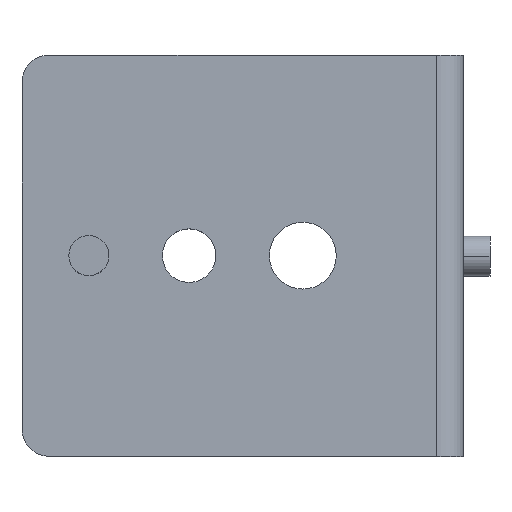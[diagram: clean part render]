
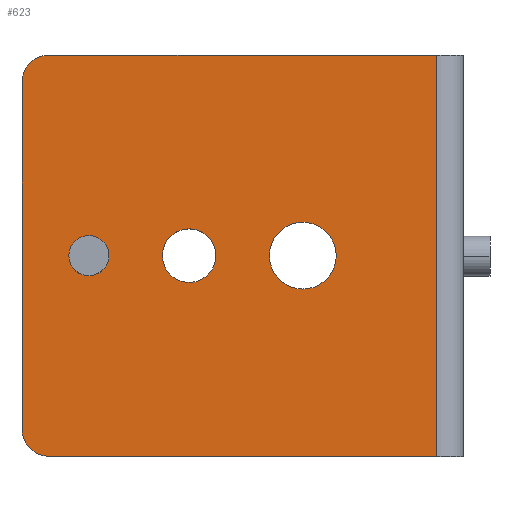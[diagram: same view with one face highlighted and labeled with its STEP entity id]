
A CAD part, top view. The second image highlights one B-rep face of the part: STEP entity #623.
In plain terms, the highlighted planar face has unit normal (0, 0, 1).
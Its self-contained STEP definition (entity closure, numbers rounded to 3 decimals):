
#9 = CARTESIAN_POINT ( 'NONE',  ( -22.5, 15., 0. ) ) ;
#25 = VERTEX_POINT ( 'NONE', #883 ) ;
#35 = ORIENTED_EDGE ( 'NONE', *, *, #107, .T. ) ;
#37 = EDGE_LOOP ( 'NONE', ( #866, #825 ) ) ;
#39 = CARTESIAN_POINT ( 'NONE',  ( -2., 30., 0. ) ) ;
#50 = EDGE_CURVE ( 'NONE', #563, #691, #815, .T. ) ;
#52 = DIRECTION ( 'NONE',  ( 0., 0., -1. ) ) ;
#84 = DIRECTION ( 'NONE',  ( 1., 0., 0. ) ) ;
#99 = CARTESIAN_POINT ( 'NONE',  ( -20.5, 15., 0. ) ) ;
#105 = CIRCLE ( 'NONE', #767, 2. ) ;
#107 = EDGE_CURVE ( 'NONE', #668, #457, #165, .T. ) ;
#116 = VERTEX_POINT ( 'NONE', #155 ) ;
#121 = CARTESIAN_POINT ( 'NONE',  ( -33., 2., 0. ) ) ;
#125 = FACE_BOUND ( 'NONE', #660, .T. ) ;
#130 = CARTESIAN_POINT ( 'NONE',  ( -29.5, 15., 0. ) ) ;
#137 = EDGE_CURVE ( 'NONE', #691, #574, #864, .T. ) ;
#147 = CARTESIAN_POINT ( 'NONE',  ( -26.5, 15., 0. ) ) ;
#149 = EDGE_CURVE ( 'NONE', #795, #911, #707, .T. ) ;
#155 = CARTESIAN_POINT ( 'NONE',  ( -18.5, 15., 0. ) ) ;
#165 = CIRCLE ( 'NONE', #530, 2. ) ;
#166 = EDGE_CURVE ( 'NONE', #116, #525, #722, .T. ) ;
#169 = DIRECTION ( 'NONE',  ( -1., 0., 0. ) ) ;
#171 = CARTESIAN_POINT ( 'NONE',  ( -2., 30., 0. ) ) ;
#180 = VERTEX_POINT ( 'NONE', #913 ) ;
#193 = VECTOR ( 'NONE', #933, 1000. ) ;
#195 = CIRCLE ( 'NONE', #858, 1.5 ) ;
#204 = EDGE_CURVE ( 'NONE', #911, #795, #195, .T. ) ;
#221 = DIRECTION ( 'NONE',  ( 0., 0., 1. ) ) ;
#226 = DIRECTION ( 'NONE',  ( 1., 0., 0. ) ) ;
#237 = EDGE_CURVE ( 'NONE', #563, #180, #440, .T. ) ;
#241 = DIRECTION ( 'NONE',  ( 1., 0., 0. ) ) ;
#250 = DIRECTION ( 'NONE',  ( 0., 0., 1. ) ) ;
#251 = EDGE_CURVE ( 'NONE', #457, #574, #374, .T. ) ;
#267 = CARTESIAN_POINT ( 'NONE',  ( -20.5, 15., 0. ) ) ;
#289 = EDGE_CURVE ( 'NONE', #525, #116, #105, .T. ) ;
#294 = ORIENTED_EDGE ( 'NONE', *, *, #204, .F. ) ;
#295 = CARTESIAN_POINT ( 'NONE',  ( -31., 2., 0. ) ) ;
#299 = CARTESIAN_POINT ( 'NONE',  ( -2., 0., 0. ) ) ;
#304 = DIRECTION ( 'NONE',  ( -1., 0., 0. ) ) ;
#332 = CIRCLE ( 'NONE', #726, 2.5 ) ;
#336 = ORIENTED_EDGE ( 'NONE', *, *, #237, .T. ) ;
#339 = VERTEX_POINT ( 'NONE', #540 ) ;
#342 = CARTESIAN_POINT ( 'NONE',  ( -2., 30., 0. ) ) ;
#358 = DIRECTION ( 'NONE',  ( 0., 0., 1. ) ) ;
#360 = AXIS2_PLACEMENT_3D ( 'NONE', #267, #221, #226 ) ;
#366 = DIRECTION ( 'NONE',  ( -1., 0., 0. ) ) ;
#373 = EDGE_CURVE ( 'NONE', #180, #668, #431, .T. ) ;
#374 = LINE ( 'NONE', #887, #905 ) ;
#399 = PLANE ( 'NONE',  #560 ) ;
#415 = FACE_BOUND ( 'NONE', #535, .T. ) ;
#427 = CARTESIAN_POINT ( 'NONE',  ( -33., 30., 0. ) ) ;
#431 = LINE ( 'NONE', #427, #589 ) ;
#432 = ORIENTED_EDGE ( 'NONE', *, *, #373, .T. ) ;
#440 = CIRCLE ( 'NONE', #796, 2. ) ;
#446 = DIRECTION ( 'NONE',  ( 0., 0., 1. ) ) ;
#457 = VERTEX_POINT ( 'NONE', #777 ) ;
#463 = DIRECTION ( 'NONE',  ( 1., 0., 0. ) ) ;
#501 = EDGE_CURVE ( 'NONE', #339, #25, #332, .T. ) ;
#512 = DIRECTION ( 'NONE',  ( -1., 0., 0. ) ) ;
#514 = CIRCLE ( 'NONE', #635, 2.5 ) ;
#525 = VERTEX_POINT ( 'NONE', #9 ) ;
#530 = AXIS2_PLACEMENT_3D ( 'NONE', #295, #770, #512 ) ;
#535 = EDGE_LOOP ( 'NONE', ( #545, #294 ) ) ;
#540 = CARTESIAN_POINT ( 'NONE',  ( -14.5, 15., 0. ) ) ;
#545 = ORIENTED_EDGE ( 'NONE', *, *, #149, .F. ) ;
#550 = FACE_BOUND ( 'NONE', #37, .T. ) ;
#551 = EDGE_CURVE ( 'NONE', #25, #339, #514, .T. ) ;
#560 = AXIS2_PLACEMENT_3D ( 'NONE', #898, #52, #753 ) ;
#563 = VERTEX_POINT ( 'NONE', #875 ) ;
#574 = VERTEX_POINT ( 'NONE', #299 ) ;
#589 = VECTOR ( 'NONE', #704, 1000. ) ;
#595 = CARTESIAN_POINT ( 'NONE',  ( -28., 15., 0. ) ) ;
#603 = CARTESIAN_POINT ( 'NONE',  ( -31., 28., 0. ) ) ;
#623 = ADVANCED_FACE ( 'NONE', ( #125, #550, #415, #624 ), #399, .F. ) ;
#624 = FACE_OUTER_BOUND ( 'NONE', #900, .T. ) ;
#632 = CARTESIAN_POINT ( 'NONE',  ( -28., 15., 0. ) ) ;
#635 = AXIS2_PLACEMENT_3D ( 'NONE', #890, #446, #241 ) ;
#643 = ORIENTED_EDGE ( 'NONE', *, *, #501, .F. ) ;
#660 = EDGE_LOOP ( 'NONE', ( #879, #643 ) ) ;
#668 = VERTEX_POINT ( 'NONE', #121 ) ;
#691 = VERTEX_POINT ( 'NONE', #39 ) ;
#704 = DIRECTION ( 'NONE',  ( 0., -1., 0. ) ) ;
#707 = CIRCLE ( 'NONE', #812, 1.5 ) ;
#722 = CIRCLE ( 'NONE', #360, 2. ) ;
#726 = AXIS2_PLACEMENT_3D ( 'NONE', #878, #819, #747 ) ;
#746 = DIRECTION ( 'NONE',  ( 1., 0., 0. ) ) ;
#747 = DIRECTION ( 'NONE',  ( 1., 0., 0. ) ) ;
#753 = DIRECTION ( 'NONE',  ( -1., 0., 0. ) ) ;
#767 = AXIS2_PLACEMENT_3D ( 'NONE', #99, #880, #84 ) ;
#770 = DIRECTION ( 'NONE',  ( 0., 0., 1. ) ) ;
#777 = CARTESIAN_POINT ( 'NONE',  ( -31., 0., 0. ) ) ;
#780 = VECTOR ( 'NONE', #463, 1000. ) ;
#795 = VERTEX_POINT ( 'NONE', #130 ) ;
#796 = AXIS2_PLACEMENT_3D ( 'NONE', #603, #873, #169 ) ;
#799 = ORIENTED_EDGE ( 'NONE', *, *, #137, .F. ) ;
#812 = AXIS2_PLACEMENT_3D ( 'NONE', #632, #358, #366 ) ;
#815 = LINE ( 'NONE', #171, #780 ) ;
#819 = DIRECTION ( 'NONE',  ( 0., 0., 1. ) ) ;
#825 = ORIENTED_EDGE ( 'NONE', *, *, #289, .F. ) ;
#846 = ORIENTED_EDGE ( 'NONE', *, *, #251, .T. ) ;
#858 = AXIS2_PLACEMENT_3D ( 'NONE', #595, #250, #304 ) ;
#864 = LINE ( 'NONE', #342, #193 ) ;
#866 = ORIENTED_EDGE ( 'NONE', *, *, #166, .F. ) ;
#873 = DIRECTION ( 'NONE',  ( 0., 0., 1. ) ) ;
#875 = CARTESIAN_POINT ( 'NONE',  ( -31., 30., 0. ) ) ;
#878 = CARTESIAN_POINT ( 'NONE',  ( -12., 15., 0. ) ) ;
#879 = ORIENTED_EDGE ( 'NONE', *, *, #551, .F. ) ;
#880 = DIRECTION ( 'NONE',  ( 0., 0., 1. ) ) ;
#883 = CARTESIAN_POINT ( 'NONE',  ( -9.5, 15., 0. ) ) ;
#887 = CARTESIAN_POINT ( 'NONE',  ( -2., 0., 0. ) ) ;
#890 = CARTESIAN_POINT ( 'NONE',  ( -12., 15., 0. ) ) ;
#896 = ORIENTED_EDGE ( 'NONE', *, *, #50, .F. ) ;
#898 = CARTESIAN_POINT ( 'NONE',  ( -2., 30., 0. ) ) ;
#900 = EDGE_LOOP ( 'NONE', ( #432, #35, #846, #799, #896, #336 ) ) ;
#905 = VECTOR ( 'NONE', #746, 1000. ) ;
#911 = VERTEX_POINT ( 'NONE', #147 ) ;
#913 = CARTESIAN_POINT ( 'NONE',  ( -33., 28., 0. ) ) ;
#933 = DIRECTION ( 'NONE',  ( 0., -1., 0. ) ) ;
